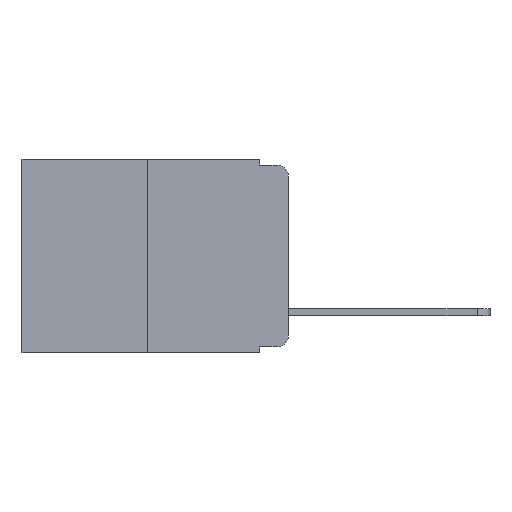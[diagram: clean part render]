
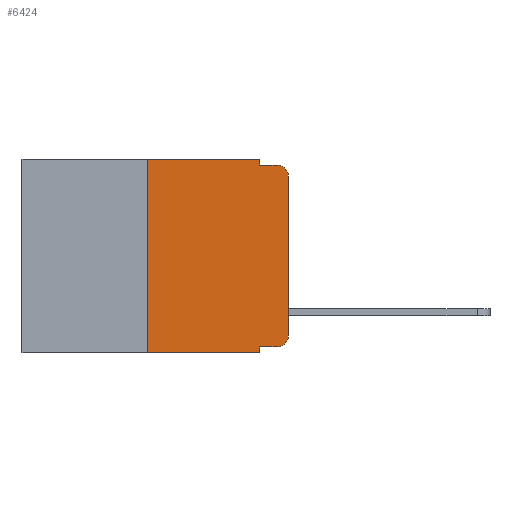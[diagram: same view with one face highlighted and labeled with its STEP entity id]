
A CAD part, left-side view. The second image highlights one B-rep face of the part: STEP entity #6424.
In plain terms, the highlighted planar face has unit normal (-1, 0, 0).
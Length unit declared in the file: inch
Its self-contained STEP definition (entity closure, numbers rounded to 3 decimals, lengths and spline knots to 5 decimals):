
#43 = ORIENTED_EDGE ( 'NONE', *, *, #1303, .T. ) ;
#124 = DIRECTION ( 'NONE',  ( 0., 0., -1. ) ) ;
#128 = LINE ( 'NONE', #4622, #366 ) ;
#149 = CIRCLE ( 'NONE', #304, 0.02 ) ;
#171 = ORIENTED_EDGE ( 'NONE', *, *, #7912, .T. ) ;
#184 = CARTESIAN_POINT ( 'NONE',  ( 0., 0.25, -0.343 ) ) ;
#304 = AXIS2_PLACEMENT_3D ( 'NONE', #8859, #4562, #124 ) ;
#316 = EDGE_CURVE ( 'NONE', #944, #2243, #1137, .T. ) ;
#366 = VECTOR ( 'NONE', #8909, 39.37008 ) ;
#503 = VECTOR ( 'NONE', #7583, 39.37008 ) ;
#543 = VERTEX_POINT ( 'NONE', #6967 ) ;
#691 = CARTESIAN_POINT ( 'NONE',  ( 0., 0.051, -0.01 ) ) ;
#827 = EDGE_CURVE ( 'NONE', #2243, #4250, #6366, .T. ) ;
#869 = ORIENTED_EDGE ( 'NONE', *, *, #8805, .F. ) ;
#944 = VERTEX_POINT ( 'NONE', #3207 ) ;
#1018 = DIRECTION ( 'NONE',  ( 0., 0., 1. ) ) ;
#1137 = LINE ( 'NONE', #7118, #7041 ) ;
#1303 = EDGE_CURVE ( 'NONE', #9267, #4250, #1932, .T. ) ;
#1367 = DIRECTION ( 'NONE',  ( 1., 0., 0. ) ) ;
#1393 = VECTOR ( 'NONE', #9023, 39.37008 ) ;
#1424 = VERTEX_POINT ( 'NONE', #7606 ) ;
#1629 = LINE ( 'NONE', #4466, #9123 ) ;
#1743 = CARTESIAN_POINT ( 'NONE',  ( 0., 0., -0.03 ) ) ;
#1795 = EDGE_CURVE ( 'NONE', #7449, #9267, #8308, .T. ) ;
#1893 = ORIENTED_EDGE ( 'NONE', *, *, #8474, .T. ) ;
#1932 = CIRCLE ( 'NONE', #3873, 0.02 ) ;
#2230 = ORIENTED_EDGE ( 'NONE', *, *, #827, .F. ) ;
#2243 = VERTEX_POINT ( 'NONE', #2568 ) ;
#2418 = VECTOR ( 'NONE', #1018, 39.37008 ) ;
#2460 = VECTOR ( 'NONE', #6979, 39.37008 ) ;
#2568 = CARTESIAN_POINT ( 'NONE',  ( 0., 0.051, -0.01 ) ) ;
#2646 = DIRECTION ( 'NONE',  ( 0., 0., -1. ) ) ;
#2874 = FACE_OUTER_BOUND ( 'NONE', #7380, .T. ) ;
#3142 = LINE ( 'NONE', #4009, #1393 ) ;
#3195 = CARTESIAN_POINT ( 'NONE',  ( 0., 0.473, -0.343 ) ) ;
#3207 = CARTESIAN_POINT ( 'NONE',  ( 0., 0.051, 0. ) ) ;
#3219 = DIRECTION ( 'NONE',  ( 0., -1., 0. ) ) ;
#3249 = CARTESIAN_POINT ( 'NONE',  ( 0., 0.25, 0. ) ) ;
#3280 = CARTESIAN_POINT ( 'NONE',  ( 0., 0., -0.313 ) ) ;
#3413 = VERTEX_POINT ( 'NONE', #184 ) ;
#3699 = VERTEX_POINT ( 'NONE', #6383 ) ;
#3873 = AXIS2_PLACEMENT_3D ( 'NONE', #6200, #5517, #6015 ) ;
#4009 = CARTESIAN_POINT ( 'NONE',  ( 0., 0.051, 0. ) ) ;
#4250 = VERTEX_POINT ( 'NONE', #8679 ) ;
#4341 = CARTESIAN_POINT ( 'NONE',  ( 0., 0.473, 0. ) ) ;
#4396 = VECTOR ( 'NONE', #3219, 39.37008 ) ;
#4419 = LINE ( 'NONE', #7489, #2418 ) ;
#4466 = CARTESIAN_POINT ( 'NONE',  ( 0., 0.051, -0.333 ) ) ;
#4562 = DIRECTION ( 'NONE',  ( -1., 0., 0. ) ) ;
#4622 = CARTESIAN_POINT ( 'NONE',  ( 0., 0.473, 0. ) ) ;
#4681 = ORIENTED_EDGE ( 'NONE', *, *, #8725, .F. ) ;
#5081 = PLANE ( 'NONE',  #8115 ) ;
#5273 = ORIENTED_EDGE ( 'NONE', *, *, #1795, .T. ) ;
#5517 = DIRECTION ( 'NONE',  ( -1., 0., 0. ) ) ;
#5991 = DIRECTION ( 'NONE',  ( 0., -1., 0. ) ) ;
#6015 = DIRECTION ( 'NONE',  ( 0., 0., -1. ) ) ;
#6199 = ORIENTED_EDGE ( 'NONE', *, *, #316, .F. ) ;
#6200 = CARTESIAN_POINT ( 'NONE',  ( 0., 0.02, -0.03 ) ) ;
#6366 = LINE ( 'NONE', #691, #4396 ) ;
#6383 = CARTESIAN_POINT ( 'NONE',  ( 0., 0.02, -0.333 ) ) ;
#6424 = ADVANCED_FACE ( 'NONE', ( #2874 ), #5081, .F. ) ;
#6565 = DIRECTION ( 'NONE',  ( 0., 0., -1. ) ) ;
#6967 = CARTESIAN_POINT ( 'NONE',  ( 0., 0.051, -0.343 ) ) ;
#6979 = DIRECTION ( 'NONE',  ( 0., 0., 1. ) ) ;
#7041 = VECTOR ( 'NONE', #2646, 39.37008 ) ;
#7118 = CARTESIAN_POINT ( 'NONE',  ( 0., 0.051, 0. ) ) ;
#7380 = EDGE_LOOP ( 'NONE', ( #5273, #43, #2230, #6199, #4681, #8932, #1893, #869, #9364, #171 ) ) ;
#7448 = VERTEX_POINT ( 'NONE', #3249 ) ;
#7449 = VERTEX_POINT ( 'NONE', #3280 ) ;
#7489 = CARTESIAN_POINT ( 'NONE',  ( 0., 0.25, 0. ) ) ;
#7583 = DIRECTION ( 'NONE',  ( 0., -1., 0. ) ) ;
#7606 = CARTESIAN_POINT ( 'NONE',  ( 0., 0.051, -0.333 ) ) ;
#7912 = EDGE_CURVE ( 'NONE', #3699, #7449, #149, .T. ) ;
#7928 = CARTESIAN_POINT ( 'NONE',  ( 0., 0., 0. ) ) ;
#8068 = LINE ( 'NONE', #3195, #503 ) ;
#8115 = AXIS2_PLACEMENT_3D ( 'NONE', #4341, #1367, #6565 ) ;
#8308 = LINE ( 'NONE', #7928, #2460 ) ;
#8356 = EDGE_CURVE ( 'NONE', #1424, #3699, #1629, .T. ) ;
#8474 = EDGE_CURVE ( 'NONE', #3413, #543, #8068, .T. ) ;
#8679 = CARTESIAN_POINT ( 'NONE',  ( 0., 0.02, -0.01 ) ) ;
#8725 = EDGE_CURVE ( 'NONE', #7448, #944, #128, .T. ) ;
#8805 = EDGE_CURVE ( 'NONE', #1424, #543, #3142, .T. ) ;
#8859 = CARTESIAN_POINT ( 'NONE',  ( 0., 0.02, -0.313 ) ) ;
#8909 = DIRECTION ( 'NONE',  ( 0., -1., 0. ) ) ;
#8932 = ORIENTED_EDGE ( 'NONE', *, *, #9257, .F. ) ;
#9023 = DIRECTION ( 'NONE',  ( 0., 0., -1. ) ) ;
#9123 = VECTOR ( 'NONE', #5991, 39.37008 ) ;
#9257 = EDGE_CURVE ( 'NONE', #3413, #7448, #4419, .T. ) ;
#9267 = VERTEX_POINT ( 'NONE', #1743 ) ;
#9364 = ORIENTED_EDGE ( 'NONE', *, *, #8356, .T. ) ;
